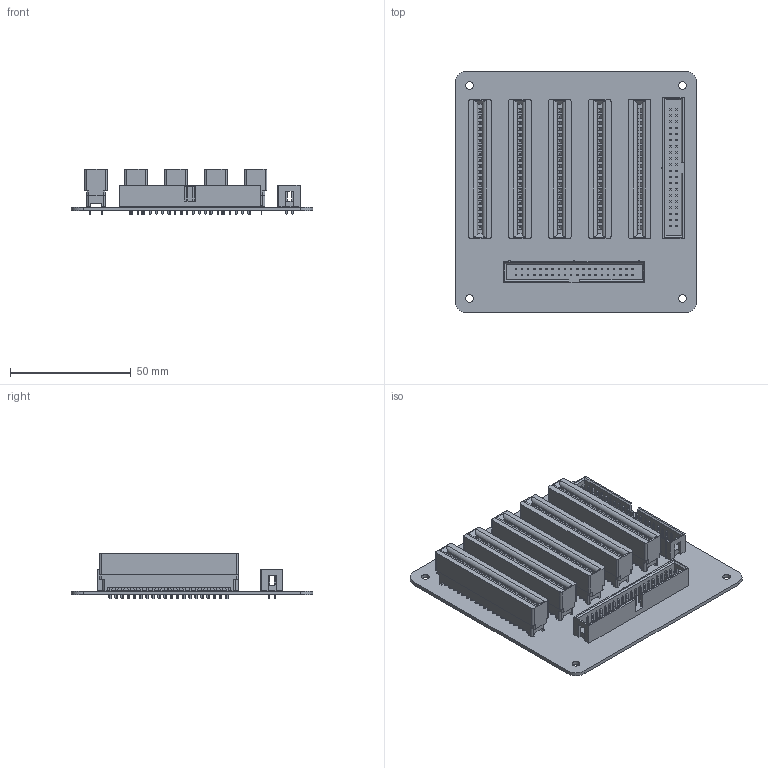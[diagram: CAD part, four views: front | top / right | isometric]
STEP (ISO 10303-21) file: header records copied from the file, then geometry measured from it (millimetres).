
FILE_DESCRIPTION(('KiCad electronic assembly'),'2;1');
FILE_NAME('Backplane.step','2025-09-09T15:36:32',('Pcbnew'),('Kicad'), 'Open CASCADE STEP processor 7.8','KiCad to STEP converter','Unknown' );
FILE_SCHEMA(('AUTOMOTIVE_DESIGN { 1 0 10303 214 1 1 1 1 }'));
Length unit declared in the file: millimetre
Products named in the file (6): Backplane 1; 5-5530843-4; 61204021621; 6120xx21621_PIN; Backplane_PCB
Assembly tree (49 placements, depth 3):
  Backplane 1
    5-5530843-4  x5
    61204021621  x2
      6120xx21621_PIN
      61204021621
    Backplane_PCB
Bounding box: 100 x 100 x 18.68 mm (x, y, z)
Volume: 50410.5 mm3; surface area: 51273.3 mm2
Topology: 88 solids, 88 shells, 4584 faces, 10983 edges, 6994 vertices
Faces by surface type: plane 3988, cylinder 596
Full cylindrical faces by diameter (mm): 0.85 x12, 1 x280, 3.2 x4
Entity records: 39790 total; most frequent: CARTESIAN_POINT 6254, DIRECTION 6154, ORIENTED_EDGE 6060, EDGE_CURVE 3030, LINE 2308, VECTOR 2308, VERTEX_POINT 1962, AXIS2_PLACEMENT_3D 1923
